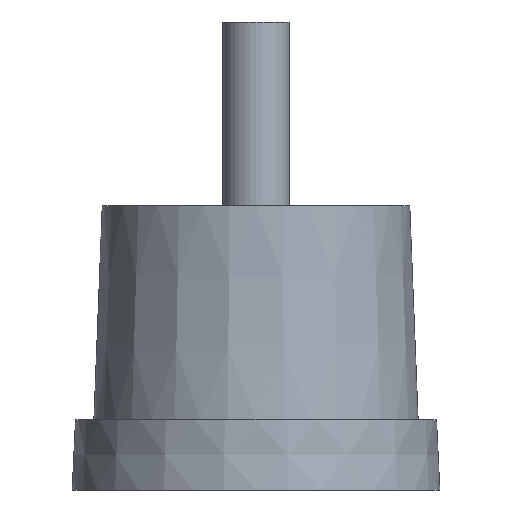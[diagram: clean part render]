
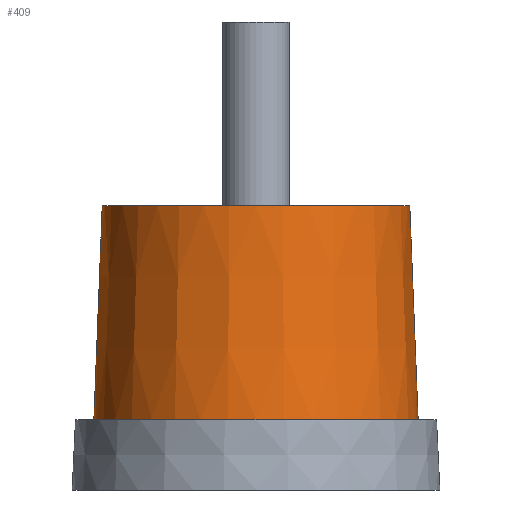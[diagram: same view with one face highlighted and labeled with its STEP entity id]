
A CAD part, front view. The second image highlights one B-rep face of the part: STEP entity #409.
In plain terms, the highlighted conical face has half-angle 2.237 degrees and reference radius 24.25 mm.
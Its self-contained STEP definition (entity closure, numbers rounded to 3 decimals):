
#15=CONICAL_SURFACE('',#482,24.25,2.237);
#67=FACE_BOUND('',#173,.T.);
#104=FACE_OUTER_BOUND('',#172,.T.);
#172=EDGE_LOOP('',(#352));
#173=EDGE_LOOP('',(#353));
#212=CIRCLE('',#475,23.);
#214=CIRCLE('',#483,24.25);
#248=VERTEX_POINT('',#729);
#250=VERTEX_POINT('',#739);
#284=EDGE_CURVE('',#248,#248,#212,.T.);
#286=EDGE_CURVE('',#250,#250,#214,.T.);
#352=ORIENTED_EDGE('',*,*,#286,.F.);
#353=ORIENTED_EDGE('',*,*,#284,.T.);
#409=ADVANCED_FACE('',(#104,#67),#15,.T.);
#475=AXIS2_PLACEMENT_3D('',#730,#610,#611);
#482=AXIS2_PLACEMENT_3D('',#738,#624,#625);
#483=AXIS2_PLACEMENT_3D('',#740,#626,#627);
#610=DIRECTION('center_axis',(0.,0.,-1.));
#611=DIRECTION('ref_axis',(-1.,0.,0.));
#624=DIRECTION('center_axis',(0.,0.,-1.));
#625=DIRECTION('ref_axis',(-1.,0.,0.));
#626=DIRECTION('center_axis',(0.,0.,-1.));
#627=DIRECTION('ref_axis',(-1.,0.,0.));
#729=CARTESIAN_POINT('',(-23.,0.,42.5));
#730=CARTESIAN_POINT('Origin',(0.,0.,42.5));
#738=CARTESIAN_POINT('Origin',(0.,0.,10.5));
#739=CARTESIAN_POINT('',(-24.25,0.,10.5));
#740=CARTESIAN_POINT('Origin',(0.,0.,10.5));
